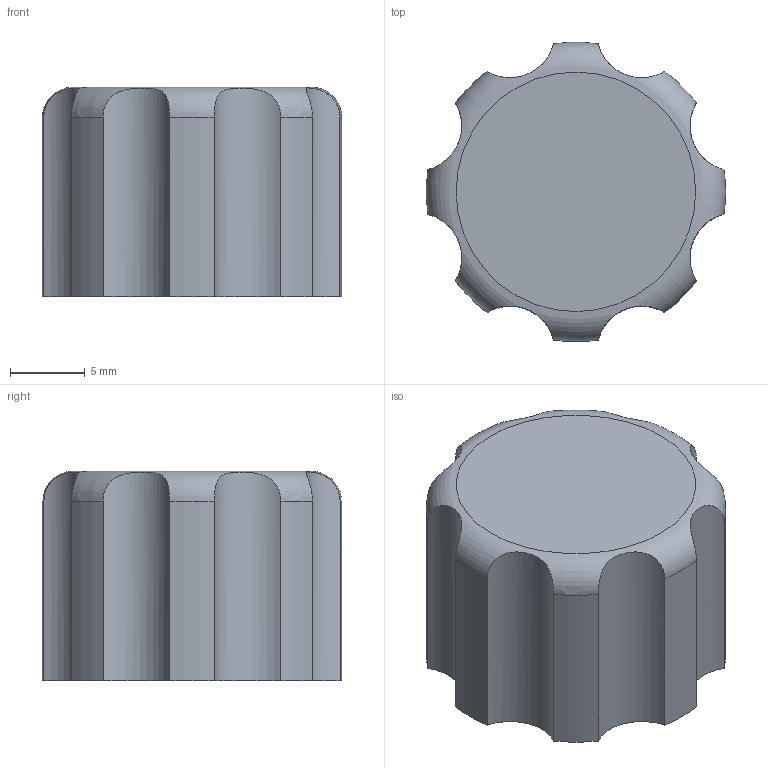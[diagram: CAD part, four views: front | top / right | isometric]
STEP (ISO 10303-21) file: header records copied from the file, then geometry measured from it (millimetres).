
FILE_DESCRIPTION(('FreeCAD Model'),'2;1');
FILE_NAME('lcdknob-superfolda-x1.step','2020-02-08T11:48:11',( 'Author'),(''),'Open CASCADE STEP processor 7.3','FreeCAD','Unknown' );
FILE_SCHEMA(('AUTOMOTIVE_DESIGN { 1 0 10303 214 1 1 1 1 }'));
Length unit declared in the file: millimetre
Products named in the file (1): knob-2
Bounding box: 19.99 x 19.98 x 14 mm (x, y, z)
Volume: 3001.9 mm3; surface area: 2591.4 mm2
Topology: 2 solids, 2 shells, 27 faces, 71 edges, 49 vertices
Faces by surface type: cylinder 19, plane 7, torus 1
Full cylindrical faces by diameter (mm): 11 x1
Entity records: 3937 total; most frequent: CARTESIAN_POINT 2370, DIRECTION 243, ORIENTED_EDGE 142, PCURVE 142, DEFINITIONAL_REPRESENTATION 142, LINE 83, VECTOR 83, EDGE_CURVE 71
